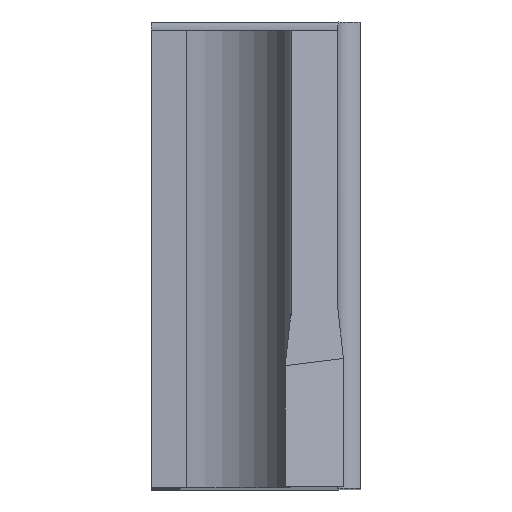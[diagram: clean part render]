
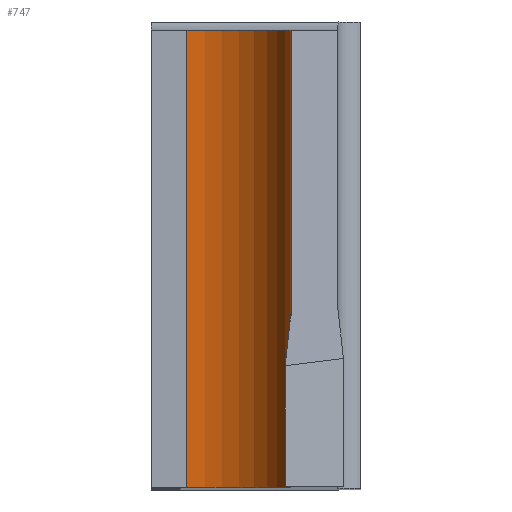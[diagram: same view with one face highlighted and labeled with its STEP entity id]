
A CAD part, top view. The second image highlights one B-rep face of the part: STEP entity #747.
In plain terms, the highlighted cylindrical face has radius 1.8 mm (diameter 3.6 mm), a partial arc.
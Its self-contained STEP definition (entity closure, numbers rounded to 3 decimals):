
#102 = CIRCLE ( 'NONE', #403, 1.8 ) ;
#134 = CIRCLE ( 'NONE', #449, 1.8 ) ;
#158 = DIRECTION ( 'NONE',  ( 0., -1., 0. ) ) ;
#187 = DIRECTION ( 'NONE',  ( 0., -1., 0. ) ) ;
#223 = VECTOR ( 'NONE', #314, 1000. ) ;
#246 = CARTESIAN_POINT ( 'NONE',  ( 0.605, 3.85, 10.25 ) ) ;
#306 = CARTESIAN_POINT ( 'NONE',  ( 2.405, 3.85, 12.05 ) ) ;
#314 = DIRECTION ( 'NONE',  ( 0., 1., 0. ) ) ;
#324 = AXIS2_PLACEMENT_3D ( 'NONE', #1025, #519, #523 ) ;
#380 = CARTESIAN_POINT ( 'NONE',  ( 0.605, -4., 10.25 ) ) ;
#389 = CARTESIAN_POINT ( 'NONE',  ( 0.605, -4., 10.25 ) ) ;
#398 = VERTEX_POINT ( 'NONE', #389 ) ;
#403 = AXIS2_PLACEMENT_3D ( 'NONE', #972, #158, #1128 ) ;
#449 = AXIS2_PLACEMENT_3D ( 'NONE', #1177, #1175, #550 ) ;
#461 = CARTESIAN_POINT ( 'NONE',  ( 2.405, -4., 12.05 ) ) ;
#519 = DIRECTION ( 'NONE',  ( 0., -1., 0. ) ) ;
#523 = DIRECTION ( 'NONE',  ( 0., 0., 1. ) ) ;
#550 = DIRECTION ( 'NONE',  ( 0., 0., 1. ) ) ;
#551 = LINE ( 'NONE', #306, #223 ) ;
#591 = CYLINDRICAL_SURFACE ( 'NONE', #324, 1.8 ) ;
#627 = EDGE_CURVE ( 'NONE', #773, #1224, #134, .T. ) ;
#660 = EDGE_CURVE ( 'NONE', #398, #909, #102, .T. ) ;
#741 = CARTESIAN_POINT ( 'NONE',  ( 2.405, 3.85, 12.05 ) ) ;
#747 = ADVANCED_FACE ( 'NONE', ( #788 ), #591, .F. ) ;
#760 = EDGE_LOOP ( 'NONE', ( #875, #890, #1019, #990 ) ) ;
#773 = VERTEX_POINT ( 'NONE', #741 ) ;
#788 = FACE_OUTER_BOUND ( 'NONE', #760, .T. ) ;
#875 = ORIENTED_EDGE ( 'NONE', *, *, #660, .T. ) ;
#890 = ORIENTED_EDGE ( 'NONE', *, *, #1038, .T. ) ;
#909 = VERTEX_POINT ( 'NONE', #461 ) ;
#972 = CARTESIAN_POINT ( 'NONE',  ( 0.605, -4., 12.05 ) ) ;
#990 = ORIENTED_EDGE ( 'NONE', *, *, #1079, .T. ) ;
#1019 = ORIENTED_EDGE ( 'NONE', *, *, #627, .T. ) ;
#1025 = CARTESIAN_POINT ( 'NONE',  ( 0.605, -70.661, 12.05 ) ) ;
#1026 = VECTOR ( 'NONE', #187, 1000. ) ;
#1038 = EDGE_CURVE ( 'NONE', #909, #773, #551, .T. ) ;
#1079 = EDGE_CURVE ( 'NONE', #1224, #398, #1287, .T. ) ;
#1128 = DIRECTION ( 'NONE',  ( 0., 0., -1. ) ) ;
#1175 = DIRECTION ( 'NONE',  ( 0., 1., 0. ) ) ;
#1177 = CARTESIAN_POINT ( 'NONE',  ( 0.605, 3.85, 12.05 ) ) ;
#1224 = VERTEX_POINT ( 'NONE', #246 ) ;
#1287 = LINE ( 'NONE', #380, #1026 ) ;
